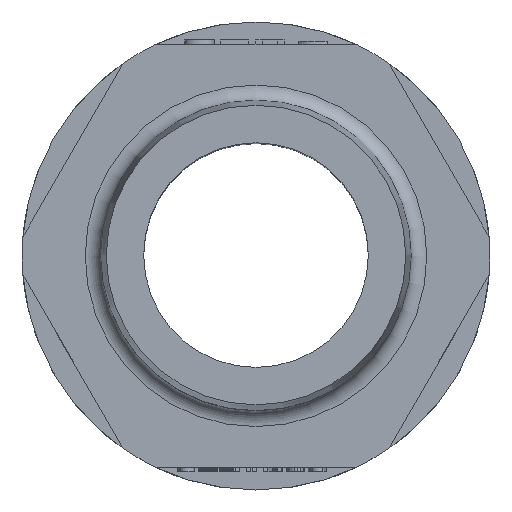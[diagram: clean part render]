
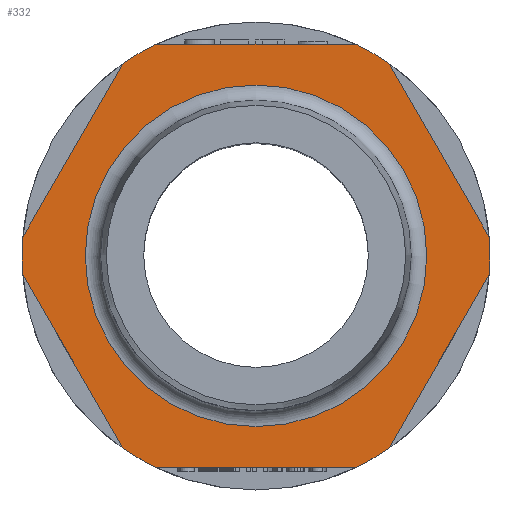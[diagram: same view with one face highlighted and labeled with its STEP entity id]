
A CAD part, top view. The second image highlights one B-rep face of the part: STEP entity #332.
In plain terms, the highlighted planar face has unit normal (0, 0, 1).
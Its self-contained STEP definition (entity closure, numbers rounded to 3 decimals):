
#278=CIRCLE('',#3255,10.95);
#289=CIRCLE('',#3275,15.);
#291=CIRCLE('',#3277,15.);
#293=CIRCLE('',#3279,15.);
#295=CIRCLE('',#3281,15.);
#297=CIRCLE('',#3283,15.);
#299=CIRCLE('',#3285,15.);
#332=ADVANCED_FACE('',(#1024,#1025),#506,.T.);
#506=PLANE('',#3291);
#610=LINE('',#4078,#771);
#615=LINE('',#4637,#776);
#622=LINE('',#4658,#783);
#626=LINE('',#4667,#787);
#631=LINE('',#4721,#792);
#632=LINE('',#4722,#793);
#771=VECTOR('',#3418,1.);
#776=VECTOR('',#3475,1.);
#783=VECTOR('',#3490,1.);
#787=VECTOR('',#3496,1.);
#792=VECTOR('',#3537,1.);
#793=VECTOR('',#3538,1.);
#1024=FACE_BOUND('',#1088,.T.);
#1025=FACE_BOUND('',#1089,.T.);
#1088=EDGE_LOOP('',(#1452));
#1089=EDGE_LOOP('',(#1453,#1454,#1455,#1456,#1457,#1458,#1459,#1460,#1461,
#1462,#1463,#1464));
#1452=ORIENTED_EDGE('',*,*,#2577,.T.);
#1453=ORIENTED_EDGE('',*,*,#2653,.F.);
#1454=ORIENTED_EDGE('',*,*,#2646,.F.);
#1455=ORIENTED_EDGE('',*,*,#2627,.T.);
#1456=ORIENTED_EDGE('',*,*,#2644,.F.);
#1457=ORIENTED_EDGE('',*,*,#2617,.T.);
#1458=ORIENTED_EDGE('',*,*,#2642,.F.);
#1459=ORIENTED_EDGE('',*,*,#2631,.F.);
#1460=ORIENTED_EDGE('',*,*,#2640,.F.);
#1461=ORIENTED_EDGE('',*,*,#2654,.F.);
#1462=ORIENTED_EDGE('',*,*,#2636,.F.);
#1463=ORIENTED_EDGE('',*,*,#2505,.T.);
#1464=ORIENTED_EDGE('',*,*,#2634,.F.);
#2193=VERTEX_POINT('',#4073);
#2195=VERTEX_POINT('',#4077);
#2267=VERTEX_POINT('',#4446);
#2307=VERTEX_POINT('',#4636);
#2308=VERTEX_POINT('',#4638);
#2314=VERTEX_POINT('',#4652);
#2317=VERTEX_POINT('',#4657);
#2319=VERTEX_POINT('',#4662);
#2321=VERTEX_POINT('',#4666);
#2324=VERTEX_POINT('',#4673);
#2325=VERTEX_POINT('',#4677);
#2328=VERTEX_POINT('',#4683);
#2329=VERTEX_POINT('',#4691);
#2505=EDGE_CURVE('',#2193,#2195,#610,.T.);
#2577=EDGE_CURVE('',#2267,#2267,#278,.T.);
#2617=EDGE_CURVE('',#2308,#2307,#615,.T.);
#2627=EDGE_CURVE('',#2314,#2317,#622,.T.);
#2631=EDGE_CURVE('',#2321,#2319,#626,.T.);
#2634=EDGE_CURVE('',#2324,#2195,#289,.T.);
#2636=EDGE_CURVE('',#2193,#2325,#291,.T.);
#2640=EDGE_CURVE('',#2328,#2321,#293,.T.);
#2642=EDGE_CURVE('',#2319,#2307,#295,.T.);
#2644=EDGE_CURVE('',#2308,#2317,#297,.T.);
#2646=EDGE_CURVE('',#2314,#2329,#299,.T.);
#2653=EDGE_CURVE('',#2329,#2324,#631,.T.);
#2654=EDGE_CURVE('',#2325,#2328,#632,.T.);
#3255=AXIS2_PLACEMENT_3D('',#4445,#3445,#3446);
#3275=AXIS2_PLACEMENT_3D('',#4674,#3502,#3503);
#3277=AXIS2_PLACEMENT_3D('',#4676,#3506,#3507);
#3279=AXIS2_PLACEMENT_3D('',#4684,#3512,#3513);
#3281=AXIS2_PLACEMENT_3D('',#4686,#3516,#3517);
#3283=AXIS2_PLACEMENT_3D('',#4688,#3520,#3521);
#3285=AXIS2_PLACEMENT_3D('',#4690,#3524,#3525);
#3291=AXIS2_PLACEMENT_3D('',#4723,#3539,#3540);
#3418=DIRECTION('',(1.,0.,0.));
#3445=DIRECTION('',(0.,0.,-1.));
#3446=DIRECTION('',(1.,0.,0.));
#3475=DIRECTION('',(-1.,0.,0.));
#3490=DIRECTION('',(-0.5,0.866,0.));
#3496=DIRECTION('',(0.5,0.866,0.));
#3502=DIRECTION('',(0.,0.,-1.));
#3503=DIRECTION('',(1.,0.,0.));
#3506=DIRECTION('',(0.,0.,-1.));
#3507=DIRECTION('',(1.,0.,0.));
#3512=DIRECTION('',(0.,0.,-1.));
#3513=DIRECTION('',(1.,0.,0.));
#3516=DIRECTION('',(0.,0.,-1.));
#3517=DIRECTION('',(1.,0.,0.));
#3520=DIRECTION('',(0.,0.,-1.));
#3521=DIRECTION('',(1.,0.,0.));
#3524=DIRECTION('',(0.,0.,-1.));
#3525=DIRECTION('',(1.,0.,0.));
#3537=DIRECTION('',(-0.5,-0.866,0.));
#3538=DIRECTION('',(-0.5,0.866,0.));
#3539=DIRECTION('',(0.,0.,1.));
#3540=DIRECTION('',(1.,0.,0.));
#4073=CARTESIAN_POINT('',(-315.434,49.95,-1.7));
#4077=CARTESIAN_POINT('',(-302.566,49.95,-1.7));
#4078=CARTESIAN_POINT('',(-296.,49.95,-1.7));
#4445=CARTESIAN_POINT('',(-309.,63.5,-1.7));
#4446=CARTESIAN_POINT('',(-298.05,63.5,-1.7));
#4636=CARTESIAN_POINT('',(-315.434,77.05,-1.7));
#4637=CARTESIAN_POINT('',(-322.,77.05,-1.7));
#4638=CARTESIAN_POINT('',(-302.566,77.05,-1.7));
#4652=CARTESIAN_POINT('',(-294.048,64.703,-1.7));
#4657=CARTESIAN_POINT('',(-300.482,75.847,-1.7));
#4658=CARTESIAN_POINT('',(-303.765,81.533,-1.7));
#4662=CARTESIAN_POINT('',(-317.518,75.847,-1.7));
#4666=CARTESIAN_POINT('',(-323.952,64.703,-1.7));
#4667=CARTESIAN_POINT('',(-327.235,59.017,-1.7));
#4673=CARTESIAN_POINT('',(-300.482,51.153,-1.7));
#4674=CARTESIAN_POINT('',(-309.,63.5,-1.7));
#4676=CARTESIAN_POINT('',(-309.,63.5,-1.7));
#4677=CARTESIAN_POINT('',(-317.518,51.153,-1.7));
#4683=CARTESIAN_POINT('',(-323.952,62.297,-1.7));
#4684=CARTESIAN_POINT('',(-309.,63.5,-1.7));
#4686=CARTESIAN_POINT('',(-309.,63.5,-1.7));
#4688=CARTESIAN_POINT('',(-309.,63.5,-1.7));
#4690=CARTESIAN_POINT('',(-309.,63.5,-1.7));
#4691=CARTESIAN_POINT('',(-294.048,62.297,-1.7));
#4721=CARTESIAN_POINT('',(-290.765,67.983,-1.7));
#4722=CARTESIAN_POINT('',(-314.235,45.467,-1.7));
#4723=CARTESIAN_POINT('',(-309.,63.5,-1.7));
